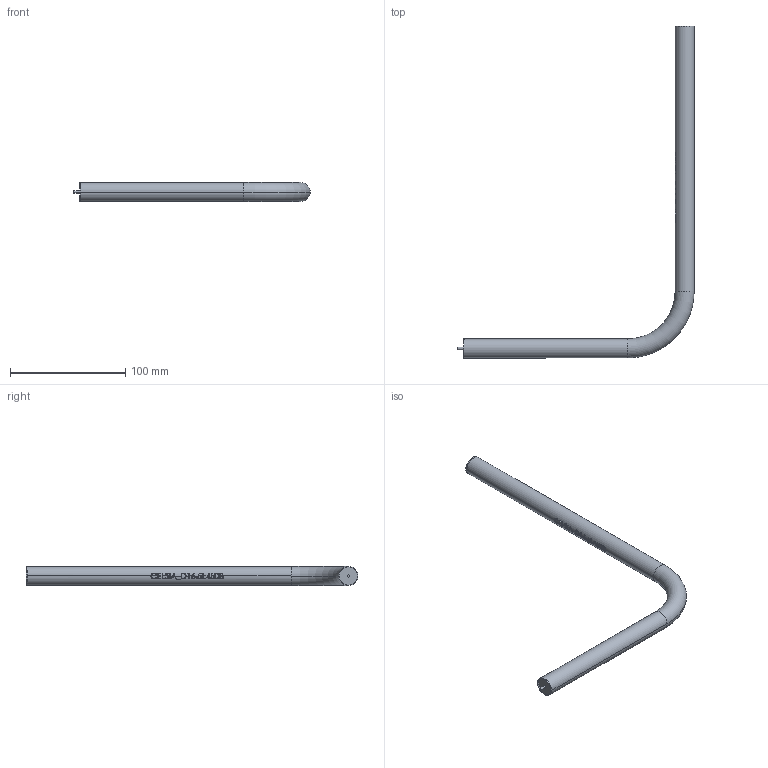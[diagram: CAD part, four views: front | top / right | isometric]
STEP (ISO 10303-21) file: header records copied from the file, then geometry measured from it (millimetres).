
FILE_DESCRIPTION (( 'STEP AP214' ), '1' );
FILE_NAME ('CELSIA_D16.5L450B.STEP', '2025-11-14T10:42:02', ( '' ), ( '' ), 'SwSTEP 2.0', 'SolidWorks 2023', '' );
FILE_SCHEMA (( 'AUTOMOTIVE_DESIGN' ));
Length unit declared in the file: millimetre
Products named in the file (1): CELSIA_D16.5L450B
Bounding box: 204.94 x 287.81 x 16.5 mm (x, y, z)
Volume: 95845.4 mm3; surface area: 23922.4 mm2
Topology: 1 solids, 1 shells, 217 faces, 601 edges, 398 vertices
Faces by surface type: bspline 98, plane 81, cylinder 36, torus 2
Entity records: 23013 total; most frequent: CARTESIAN_POINT 18291, ORIENTED_EDGE 1202, DIRECTION 608, EDGE_CURVE 601, VERTEX_POINT 398, B_SPLINE_CURVE_WITH_KNOTS 328, EDGE_LOOP 229, ADVANCED_FACE 217
